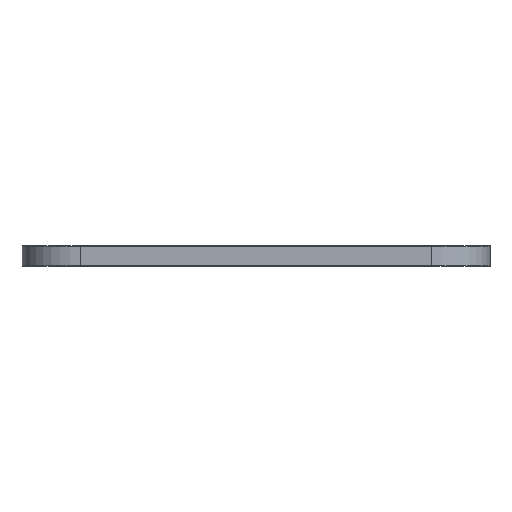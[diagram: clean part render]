
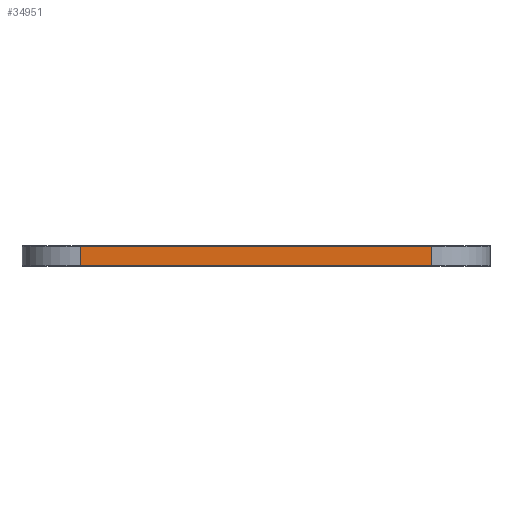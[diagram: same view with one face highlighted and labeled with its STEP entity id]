
A CAD part, left-side view. The second image highlights one B-rep face of the part: STEP entity #34951.
In plain terms, the highlighted planar face has unit normal (-1, 0, 0).
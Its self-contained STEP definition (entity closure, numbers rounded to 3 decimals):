
#34198 = VERTEX_POINT('',#34199);
#34199 = CARTESIAN_POINT('',(-35.75,21.,0.));
#34206 = EDGE_CURVE('',#34207,#34198,#34209,.T.);
#34207 = VERTEX_POINT('',#34208);
#34208 = CARTESIAN_POINT('',(-35.75,3.,0.));
#34209 = LINE('',#34210,#34211);
#34210 = CARTESIAN_POINT('',(-35.75,3.,0.));
#34211 = VECTOR('',#34212,1.);
#34212 = DIRECTION('',(0.,1.,0.));
#34548 = VERTEX_POINT('',#34549);
#34549 = CARTESIAN_POINT('',(-35.75,21.,1.));
#34556 = EDGE_CURVE('',#34557,#34548,#34559,.T.);
#34557 = VERTEX_POINT('',#34558);
#34558 = CARTESIAN_POINT('',(-35.75,3.,1.));
#34559 = LINE('',#34560,#34561);
#34560 = CARTESIAN_POINT('',(-35.75,3.,1.));
#34561 = VECTOR('',#34562,1.);
#34562 = DIRECTION('',(0.,1.,0.));
#34921 = EDGE_CURVE('',#34198,#34548,#34922,.T.);
#34922 = LINE('',#34923,#34924);
#34923 = CARTESIAN_POINT('',(-35.75,21.,0.));
#34924 = VECTOR('',#34925,1.);
#34925 = DIRECTION('',(0.,0.,1.));
#34951 = ADVANCED_FACE('',(#34952),#34963,.T.);
#34952 = FACE_BOUND('',#34953,.T.);
#34953 = EDGE_LOOP('',(#34954,#34960,#34961,#34962));
#34954 = ORIENTED_EDGE('',*,*,#34955,.T.);
#34955 = EDGE_CURVE('',#34207,#34557,#34956,.T.);
#34956 = LINE('',#34957,#34958);
#34957 = CARTESIAN_POINT('',(-35.75,3.,0.));
#34958 = VECTOR('',#34959,1.);
#34959 = DIRECTION('',(0.,0.,1.));
#34960 = ORIENTED_EDGE('',*,*,#34556,.T.);
#34961 = ORIENTED_EDGE('',*,*,#34921,.F.);
#34962 = ORIENTED_EDGE('',*,*,#34206,.F.);
#34963 = PLANE('',#34964);
#34964 = AXIS2_PLACEMENT_3D('',#34965,#34966,#34967);
#34965 = CARTESIAN_POINT('',(-35.75,3.,0.));
#34966 = DIRECTION('',(-1.,0.,0.));
#34967 = DIRECTION('',(0.,1.,0.));
